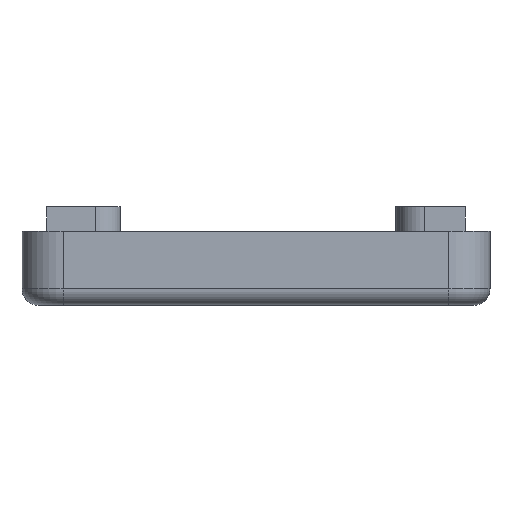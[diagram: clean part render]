
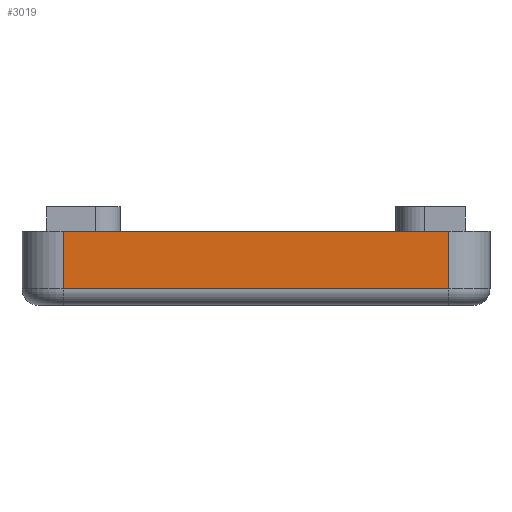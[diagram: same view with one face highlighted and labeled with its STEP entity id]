
A CAD part, left-side view. The second image highlights one B-rep face of the part: STEP entity #3019.
In plain terms, the highlighted planar face has unit normal (-1, 0, 0).
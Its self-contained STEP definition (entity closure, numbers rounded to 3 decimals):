
#100 = PLANE('',#101);
#101 = AXIS2_PLACEMENT_3D('',#102,#103,#104);
#102 = CARTESIAN_POINT('',(-48.,-27.,9.));
#103 = DIRECTION('',(0.,0.,1.));
#104 = DIRECTION('',(1.,0.,0.));
#1054 = EDGE_CURVE('',#1055,#1057,#1059,.T.);
#1055 = VERTEX_POINT('',#1056);
#1056 = CARTESIAN_POINT('',(-48.,-22.,9.));
#1057 = VERTEX_POINT('',#1058);
#1058 = CARTESIAN_POINT('',(-48.,25.,9.));
#1059 = SURFACE_CURVE('',#1060,(#1064,#1071),.PCURVE_S1.);
#1060 = LINE('',#1061,#1062);
#1061 = CARTESIAN_POINT('',(-48.,-27.,9.));
#1062 = VECTOR('',#1063,1.);
#1063 = DIRECTION('',(0.,1.,0.));
#1064 = PCURVE('',#100,#1065);
#1065 = DEFINITIONAL_REPRESENTATION('',(#1066),#1070);
#1066 = LINE('',#1067,#1068);
#1067 = CARTESIAN_POINT('',(0.,0.));
#1068 = VECTOR('',#1069,1.);
#1069 = DIRECTION('',(0.,1.));
#1070 = ( GEOMETRIC_REPRESENTATION_CONTEXT(2) 
PARAMETRIC_REPRESENTATION_CONTEXT() REPRESENTATION_CONTEXT('2D SPACE',''
  ) );
#1071 = PCURVE('',#1072,#1077);
#1072 = PLANE('',#1073);
#1073 = AXIS2_PLACEMENT_3D('',#1074,#1075,#1076);
#1074 = CARTESIAN_POINT('',(-48.,-27.,0.));
#1075 = DIRECTION('',(1.,0.,0.));
#1076 = DIRECTION('',(0.,0.,1.));
#1077 = DEFINITIONAL_REPRESENTATION('',(#1078),#1082);
#1078 = LINE('',#1079,#1080);
#1079 = CARTESIAN_POINT('',(9.,0.));
#1080 = VECTOR('',#1081,1.);
#1081 = DIRECTION('',(0.,-1.));
#1082 = ( GEOMETRIC_REPRESENTATION_CONTEXT(2) 
PARAMETRIC_REPRESENTATION_CONTEXT() REPRESENTATION_CONTEXT('2D SPACE',''
  ) );
#1101 = CYLINDRICAL_SURFACE('',#1102,5.);
#1102 = AXIS2_PLACEMENT_3D('',#1103,#1104,#1105);
#1103 = CARTESIAN_POINT('',(-43.,-22.,0.));
#1104 = DIRECTION('',(0.,0.,1.));
#1105 = DIRECTION('',(-1.,0.,0.));
#1278 = CYLINDRICAL_SURFACE('',#1279,5.);
#1279 = AXIS2_PLACEMENT_3D('',#1280,#1281,#1282);
#1280 = CARTESIAN_POINT('',(-43.,25.,0.));
#1281 = DIRECTION('',(0.,0.,1.));
#1282 = DIRECTION('',(-1.,0.,0.));
#3019 = ADVANCED_FACE('',(#3020),#1072,.F.);
#3020 = FACE_BOUND('',#3021,.F.);
#3021 = EDGE_LOOP('',(#3022,#3045,#3073,#3094));
#3022 = ORIENTED_EDGE('',*,*,#3023,.F.);
#3023 = EDGE_CURVE('',#3024,#1055,#3026,.T.);
#3024 = VERTEX_POINT('',#3025);
#3025 = CARTESIAN_POINT('',(-48.,-22.,2.));
#3026 = SURFACE_CURVE('',#3027,(#3031,#3038),.PCURVE_S1.);
#3027 = LINE('',#3028,#3029);
#3028 = CARTESIAN_POINT('',(-48.,-22.,0.));
#3029 = VECTOR('',#3030,1.);
#3030 = DIRECTION('',(0.,0.,1.));
#3031 = PCURVE('',#1072,#3032);
#3032 = DEFINITIONAL_REPRESENTATION('',(#3033),#3037);
#3033 = LINE('',#3034,#3035);
#3034 = CARTESIAN_POINT('',(0.,-5.));
#3035 = VECTOR('',#3036,1.);
#3036 = DIRECTION('',(1.,0.));
#3037 = ( GEOMETRIC_REPRESENTATION_CONTEXT(2) 
PARAMETRIC_REPRESENTATION_CONTEXT() REPRESENTATION_CONTEXT('2D SPACE',''
  ) );
#3038 = PCURVE('',#1101,#3039);
#3039 = DEFINITIONAL_REPRESENTATION('',(#3040),#3044);
#3040 = LINE('',#3041,#3042);
#3041 = CARTESIAN_POINT('',(0.,0.));
#3042 = VECTOR('',#3043,1.);
#3043 = DIRECTION('',(0.,1.));
#3044 = ( GEOMETRIC_REPRESENTATION_CONTEXT(2) 
PARAMETRIC_REPRESENTATION_CONTEXT() REPRESENTATION_CONTEXT('2D SPACE',''
  ) );
#3045 = ORIENTED_EDGE('',*,*,#3046,.T.);
#3046 = EDGE_CURVE('',#3024,#3047,#3049,.T.);
#3047 = VERTEX_POINT('',#3048);
#3048 = CARTESIAN_POINT('',(-48.,25.,2.));
#3049 = SURFACE_CURVE('',#3050,(#3054,#3061),.PCURVE_S1.);
#3050 = LINE('',#3051,#3052);
#3051 = CARTESIAN_POINT('',(-48.,-22.,2.));
#3052 = VECTOR('',#3053,1.);
#3053 = DIRECTION('',(0.,1.,0.));
#3054 = PCURVE('',#1072,#3055);
#3055 = DEFINITIONAL_REPRESENTATION('',(#3056),#3060);
#3056 = LINE('',#3057,#3058);
#3057 = CARTESIAN_POINT('',(2.,-5.));
#3058 = VECTOR('',#3059,1.);
#3059 = DIRECTION('',(0.,-1.));
#3060 = ( GEOMETRIC_REPRESENTATION_CONTEXT(2) 
PARAMETRIC_REPRESENTATION_CONTEXT() REPRESENTATION_CONTEXT('2D SPACE',''
  ) );
#3061 = PCURVE('',#3062,#3067);
#3062 = CYLINDRICAL_SURFACE('',#3063,2.);
#3063 = AXIS2_PLACEMENT_3D('',#3064,#3065,#3066);
#3064 = CARTESIAN_POINT('',(-46.,-22.,2.));
#3065 = DIRECTION('',(0.,1.,0.));
#3066 = DIRECTION('',(-1.,0.,0.));
#3067 = DEFINITIONAL_REPRESENTATION('',(#3068),#3072);
#3068 = LINE('',#3069,#3070);
#3069 = CARTESIAN_POINT('',(-0.,0.));
#3070 = VECTOR('',#3071,1.);
#3071 = DIRECTION('',(-0.,1.));
#3072 = ( GEOMETRIC_REPRESENTATION_CONTEXT(2) 
PARAMETRIC_REPRESENTATION_CONTEXT() REPRESENTATION_CONTEXT('2D SPACE',''
  ) );
#3073 = ORIENTED_EDGE('',*,*,#3074,.T.);
#3074 = EDGE_CURVE('',#3047,#1057,#3075,.T.);
#3075 = SURFACE_CURVE('',#3076,(#3080,#3087),.PCURVE_S1.);
#3076 = LINE('',#3077,#3078);
#3077 = CARTESIAN_POINT('',(-48.,25.,0.));
#3078 = VECTOR('',#3079,1.);
#3079 = DIRECTION('',(0.,0.,1.));
#3080 = PCURVE('',#1072,#3081);
#3081 = DEFINITIONAL_REPRESENTATION('',(#3082),#3086);
#3082 = LINE('',#3083,#3084);
#3083 = CARTESIAN_POINT('',(0.,-52.));
#3084 = VECTOR('',#3085,1.);
#3085 = DIRECTION('',(1.,0.));
#3086 = ( GEOMETRIC_REPRESENTATION_CONTEXT(2) 
PARAMETRIC_REPRESENTATION_CONTEXT() REPRESENTATION_CONTEXT('2D SPACE',''
  ) );
#3087 = PCURVE('',#1278,#3088);
#3088 = DEFINITIONAL_REPRESENTATION('',(#3089),#3093);
#3089 = LINE('',#3090,#3091);
#3090 = CARTESIAN_POINT('',(-0.,0.));
#3091 = VECTOR('',#3092,1.);
#3092 = DIRECTION('',(-0.,1.));
#3093 = ( GEOMETRIC_REPRESENTATION_CONTEXT(2) 
PARAMETRIC_REPRESENTATION_CONTEXT() REPRESENTATION_CONTEXT('2D SPACE',''
  ) );
#3094 = ORIENTED_EDGE('',*,*,#1054,.F.);
